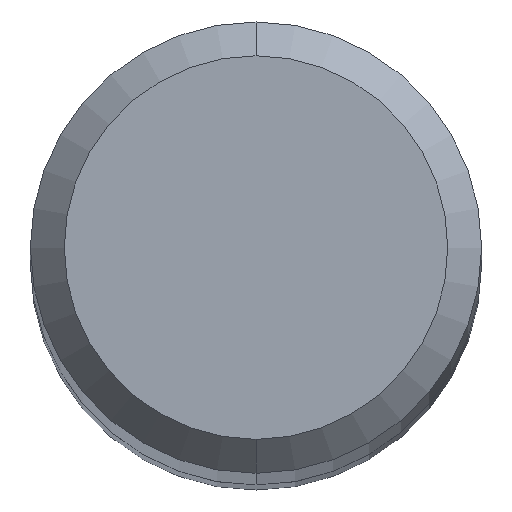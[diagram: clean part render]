
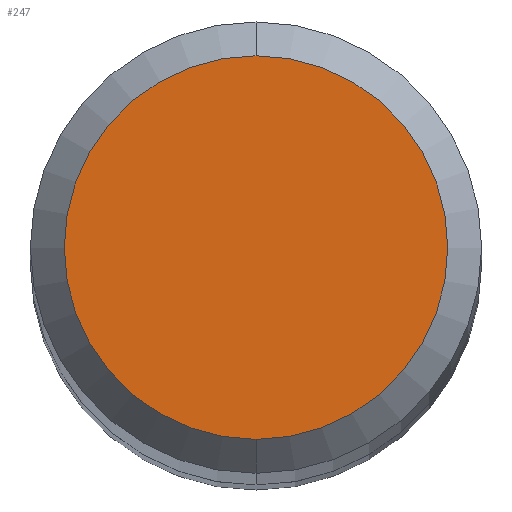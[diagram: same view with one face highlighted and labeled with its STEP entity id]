
A CAD part, top view. The second image highlights one B-rep face of the part: STEP entity #247.
In plain terms, the highlighted planar face has unit normal (0, 0, 1).
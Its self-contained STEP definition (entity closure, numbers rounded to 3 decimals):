
#211=VERTEX_POINT('',#492);
#247=ADVANCED_FACE('',(#530),#531,.T.);
#271=VERTEX_POINT('',#559);
#311=EDGE_CURVE('',#211,#271,#603,.T.);
#345=EDGE_CURVE('',#271,#211,#639,.T.);
#492=CARTESIAN_POINT('',(0.,-1.7,0.0));
#530=FACE_OUTER_BOUND('',#1009,.T.);
#531=PLANE('',#1010);
#559=CARTESIAN_POINT('',(0.0,1.7,0.0));
#603=CIRCLE('',#1124,1.7);
#639=CIRCLE('',#1178,1.7);
#1009=EDGE_LOOP('',(#1415,#1416));
#1010=AXIS2_PLACEMENT_3D('',#1417,#1418,#1419);
#1124=AXIS2_PLACEMENT_3D('',#1503,#1504,#1505);
#1178=AXIS2_PLACEMENT_3D('',#1540,#1541,#1542);
#1415=ORIENTED_EDGE('',*,*,#345,.F.);
#1416=ORIENTED_EDGE('',*,*,#311,.F.);
#1417=CARTESIAN_POINT('',(0.0,0.85,0.0));
#1418=DIRECTION('',(-0.0,0.0,1.0));
#1419=DIRECTION('',(0.0,-1.0,0.0));
#1503=CARTESIAN_POINT('',(0.0,0.0,0.0));
#1504=DIRECTION('',(0.0,0.0,-1.0));
#1505=DIRECTION('',(0.0,1.0,0.0));
#1540=CARTESIAN_POINT('',(0.0,0.0,0.0));
#1541=DIRECTION('',(0.0,0.0,-1.0));
#1542=DIRECTION('',(0.0,1.0,0.0));
